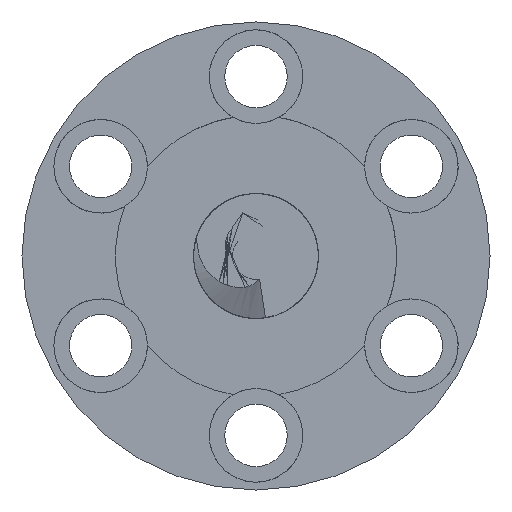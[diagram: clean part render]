
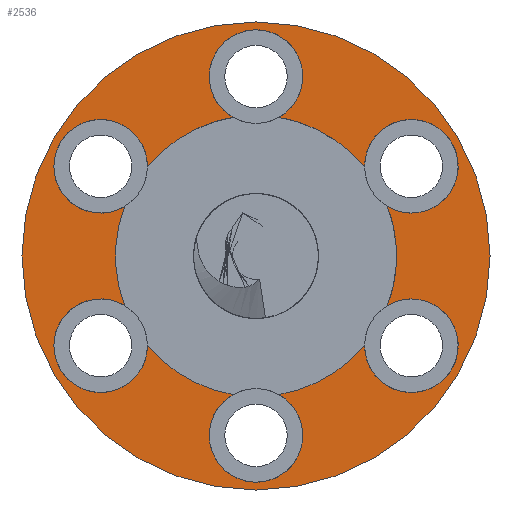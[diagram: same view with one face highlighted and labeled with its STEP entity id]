
A CAD part, front view. The second image highlights one B-rep face of the part: STEP entity #2536.
In plain terms, the highlighted planar face has unit normal (0, -1, 0).
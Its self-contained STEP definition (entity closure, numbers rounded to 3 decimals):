
#644=FACE_BOUND('',#832,.T.);
#678=FACE_OUTER_BOUND('',#831,.T.);
#831=EDGE_LOOP('',(#1830));
#832=EDGE_LOOP('',(#1831,#1832,#1833,#1834,#1835,#1836,#1837,#1838,#1839,
#1840,#1841,#1842,#1843,#1844,#1845,#1846,#1847,#1848));
#954=CIRCLE('',#2681,3.);
#956=CIRCLE('',#2683,3.);
#958=CIRCLE('',#2686,3.);
#959=CIRCLE('',#2688,3.);
#964=CIRCLE('',#2698,3.);
#966=CIRCLE('',#2700,3.);
#969=CIRCLE('',#2705,3.);
#971=CIRCLE('',#2707,3.);
#974=CIRCLE('',#2712,3.);
#976=CIRCLE('',#2714,3.);
#979=CIRCLE('',#2719,3.);
#981=CIRCLE('',#2721,3.);
#989=CIRCLE('',#2731,9.);
#990=CIRCLE('',#2733,9.);
#991=CIRCLE('',#2735,9.);
#992=CIRCLE('',#2737,9.);
#993=CIRCLE('',#2739,9.);
#994=CIRCLE('',#2741,9.);
#1000=CIRCLE('',#2755,15.);
#1013=VERTEX_POINT('',#3436);
#1014=VERTEX_POINT('',#3438);
#1017=VERTEX_POINT('',#3444);
#1019=VERTEX_POINT('',#3450);
#1020=VERTEX_POINT('',#3452);
#1023=VERTEX_POINT('',#3458);
#1031=VERTEX_POINT('',#3479);
#1032=VERTEX_POINT('',#3481);
#1035=VERTEX_POINT('',#3487);
#1038=VERTEX_POINT('',#3496);
#1039=VERTEX_POINT('',#3498);
#1042=VERTEX_POINT('',#3504);
#1045=VERTEX_POINT('',#3513);
#1046=VERTEX_POINT('',#3515);
#1049=VERTEX_POINT('',#3521);
#1052=VERTEX_POINT('',#3530);
#1053=VERTEX_POINT('',#3532);
#1056=VERTEX_POINT('',#3538);
#1071=VERTEX_POINT('',#3735);
#1284=EDGE_CURVE('',#1014,#1013,#954,.T.);
#1288=EDGE_CURVE('',#1013,#1017,#956,.T.);
#1291=EDGE_CURVE('',#1020,#1019,#958,.T.);
#1295=EDGE_CURVE('',#1019,#1023,#959,.T.);
#1304=EDGE_CURVE('',#1032,#1031,#964,.T.);
#1308=EDGE_CURVE('',#1031,#1035,#966,.T.);
#1312=EDGE_CURVE('',#1039,#1038,#969,.T.);
#1316=EDGE_CURVE('',#1038,#1042,#971,.T.);
#1320=EDGE_CURVE('',#1046,#1045,#974,.T.);
#1324=EDGE_CURVE('',#1045,#1049,#976,.T.);
#1328=EDGE_CURVE('',#1053,#1052,#979,.T.);
#1332=EDGE_CURVE('',#1052,#1056,#981,.T.);
#1340=EDGE_CURVE('',#1056,#1032,#989,.T.);
#1341=EDGE_CURVE('',#1035,#1046,#990,.T.);
#1344=EDGE_CURVE('',#1049,#1020,#991,.T.);
#1345=EDGE_CURVE('',#1023,#1039,#992,.T.);
#1347=EDGE_CURVE('',#1042,#1014,#993,.T.);
#1351=EDGE_CURVE('',#1017,#1053,#994,.T.);
#1366=EDGE_CURVE('',#1071,#1071,#1000,.T.);
#1830=ORIENTED_EDGE('',*,*,#1366,.T.);
#1831=ORIENTED_EDGE('',*,*,#1284,.T.);
#1832=ORIENTED_EDGE('',*,*,#1288,.T.);
#1833=ORIENTED_EDGE('',*,*,#1351,.T.);
#1834=ORIENTED_EDGE('',*,*,#1328,.T.);
#1835=ORIENTED_EDGE('',*,*,#1332,.T.);
#1836=ORIENTED_EDGE('',*,*,#1340,.T.);
#1837=ORIENTED_EDGE('',*,*,#1304,.T.);
#1838=ORIENTED_EDGE('',*,*,#1308,.T.);
#1839=ORIENTED_EDGE('',*,*,#1341,.T.);
#1840=ORIENTED_EDGE('',*,*,#1320,.T.);
#1841=ORIENTED_EDGE('',*,*,#1324,.T.);
#1842=ORIENTED_EDGE('',*,*,#1344,.T.);
#1843=ORIENTED_EDGE('',*,*,#1291,.T.);
#1844=ORIENTED_EDGE('',*,*,#1295,.T.);
#1845=ORIENTED_EDGE('',*,*,#1345,.T.);
#1846=ORIENTED_EDGE('',*,*,#1312,.T.);
#1847=ORIENTED_EDGE('',*,*,#1316,.T.);
#1848=ORIENTED_EDGE('',*,*,#1347,.T.);
#2502=PLANE('',#2754);
#2536=ADVANCED_FACE('',(#678,#644),#2502,.F.);
#2681=AXIS2_PLACEMENT_3D('',#3439,#2894,#2895);
#2683=AXIS2_PLACEMENT_3D('',#3446,#2900,#2901);
#2686=AXIS2_PLACEMENT_3D('',#3453,#2907,#2908);
#2688=AXIS2_PLACEMENT_3D('',#3460,#2913,#2914);
#2698=AXIS2_PLACEMENT_3D('',#3482,#2936,#2937);
#2700=AXIS2_PLACEMENT_3D('',#3489,#2942,#2943);
#2705=AXIS2_PLACEMENT_3D('',#3499,#2953,#2954);
#2707=AXIS2_PLACEMENT_3D('',#3506,#2959,#2960);
#2712=AXIS2_PLACEMENT_3D('',#3516,#2970,#2971);
#2714=AXIS2_PLACEMENT_3D('',#3523,#2976,#2977);
#2719=AXIS2_PLACEMENT_3D('',#3533,#2987,#2988);
#2721=AXIS2_PLACEMENT_3D('',#3540,#2993,#2994);
#2731=AXIS2_PLACEMENT_3D('',#3551,#3013,#3014);
#2733=AXIS2_PLACEMENT_3D('',#3553,#3017,#3018);
#2735=AXIS2_PLACEMENT_3D('',#3572,#3021,#3022);
#2737=AXIS2_PLACEMENT_3D('',#3574,#3025,#3026);
#2739=AXIS2_PLACEMENT_3D('',#3591,#3029,#3030);
#2741=AXIS2_PLACEMENT_3D('',#3635,#3033,#3034);
#2754=AXIS2_PLACEMENT_3D('',#3734,#3064,#3065);
#2755=AXIS2_PLACEMENT_3D('',#3736,#3066,#3067);
#2894=DIRECTION('center_axis',(0.,1.,0.));
#2895=DIRECTION('ref_axis',(1.,0.,0.));
#2900=DIRECTION('center_axis',(0.,1.,0.));
#2901=DIRECTION('ref_axis',(1.,0.,0.));
#2907=DIRECTION('center_axis',(0.,1.,0.));
#2908=DIRECTION('ref_axis',(1.,0.,0.));
#2913=DIRECTION('center_axis',(0.,1.,0.));
#2914=DIRECTION('ref_axis',(1.,0.,0.));
#2936=DIRECTION('center_axis',(0.,1.,0.));
#2937=DIRECTION('ref_axis',(1.,0.,0.));
#2942=DIRECTION('center_axis',(0.,1.,0.));
#2943=DIRECTION('ref_axis',(1.,0.,0.));
#2953=DIRECTION('center_axis',(0.,1.,0.));
#2954=DIRECTION('ref_axis',(1.,0.,0.));
#2959=DIRECTION('center_axis',(0.,1.,0.));
#2960=DIRECTION('ref_axis',(1.,0.,0.));
#2970=DIRECTION('center_axis',(0.,1.,0.));
#2971=DIRECTION('ref_axis',(1.,0.,0.));
#2976=DIRECTION('center_axis',(0.,1.,0.));
#2977=DIRECTION('ref_axis',(1.,0.,0.));
#2987=DIRECTION('center_axis',(0.,1.,0.));
#2988=DIRECTION('ref_axis',(1.,0.,0.));
#2993=DIRECTION('center_axis',(0.,1.,0.));
#2994=DIRECTION('ref_axis',(1.,0.,0.));
#3013=DIRECTION('center_axis',(0.,1.,0.));
#3014=DIRECTION('ref_axis',(1.,0.,0.));
#3017=DIRECTION('center_axis',(0.,1.,0.));
#3018=DIRECTION('ref_axis',(1.,0.,0.));
#3021=DIRECTION('center_axis',(0.,1.,0.));
#3022=DIRECTION('ref_axis',(1.,0.,0.));
#3025=DIRECTION('center_axis',(0.,1.,0.));
#3026=DIRECTION('ref_axis',(1.,0.,0.));
#3029=DIRECTION('center_axis',(0.,1.,0.));
#3030=DIRECTION('ref_axis',(1.,0.,0.));
#3033=DIRECTION('center_axis',(0.,1.,0.));
#3034=DIRECTION('ref_axis',(1.,0.,0.));
#3064=DIRECTION('center_axis',(0.,1.,0.));
#3065=DIRECTION('ref_axis',(1.,0.,0.));
#3066=DIRECTION('center_axis',(0.,-1.,0.));
#3067=DIRECTION('ref_axis',(1.,0.,0.));
#3436=CARTESIAN_POINT('',(6.959,422.,-5.75));
#3438=CARTESIAN_POINT('',(8.422,422.,-3.174));
#3439=CARTESIAN_POINT('Origin',(9.959,422.,-5.75));
#3444=CARTESIAN_POINT('',(6.96,422.,-5.706));
#3446=CARTESIAN_POINT('Origin',(9.959,422.,-5.75));
#3450=CARTESIAN_POINT('',(-3.,422.,11.5));
#3452=CARTESIAN_POINT('',(-1.462,422.,8.88));
#3453=CARTESIAN_POINT('Origin',(0.,422.,11.5));
#3458=CARTESIAN_POINT('',(1.462,422.,8.88));
#3460=CARTESIAN_POINT('Origin',(0.,422.,11.5));
#3479=CARTESIAN_POINT('',(-12.959,422.,-5.75));
#3481=CARTESIAN_POINT('',(-6.96,422.,-5.706));
#3482=CARTESIAN_POINT('Origin',(-9.959,422.,-5.75));
#3487=CARTESIAN_POINT('',(-8.422,422.,-3.174));
#3489=CARTESIAN_POINT('Origin',(-9.959,422.,-5.75));
#3496=CARTESIAN_POINT('',(6.959,422.,5.75));
#3498=CARTESIAN_POINT('',(6.96,422.,5.706));
#3499=CARTESIAN_POINT('Origin',(9.959,422.,5.75));
#3504=CARTESIAN_POINT('',(8.422,422.,3.174));
#3506=CARTESIAN_POINT('Origin',(9.959,422.,5.75));
#3513=CARTESIAN_POINT('',(-12.959,422.,5.75));
#3515=CARTESIAN_POINT('',(-8.422,422.,3.174));
#3516=CARTESIAN_POINT('Origin',(-9.959,422.,5.75));
#3521=CARTESIAN_POINT('',(-6.96,422.,5.706));
#3523=CARTESIAN_POINT('Origin',(-9.959,422.,5.75));
#3530=CARTESIAN_POINT('',(-3.,422.,-11.5));
#3532=CARTESIAN_POINT('',(1.462,422.,-8.88));
#3533=CARTESIAN_POINT('Origin',(0.,422.,-11.5));
#3538=CARTESIAN_POINT('',(-1.462,422.,-8.88));
#3540=CARTESIAN_POINT('Origin',(0.,422.,-11.5));
#3551=CARTESIAN_POINT('Origin',(0.,422.,0.));
#3553=CARTESIAN_POINT('Origin',(0.,422.,0.));
#3572=CARTESIAN_POINT('Origin',(0.,422.,0.));
#3574=CARTESIAN_POINT('Origin',(0.,422.,0.));
#3591=CARTESIAN_POINT('Origin',(0.,422.,0.));
#3635=CARTESIAN_POINT('Origin',(0.,422.,0.));
#3734=CARTESIAN_POINT('Origin',(0.,422.,0.));
#3735=CARTESIAN_POINT('',(-15.,422.,0.));
#3736=CARTESIAN_POINT('Origin',(0.,422.,0.));
